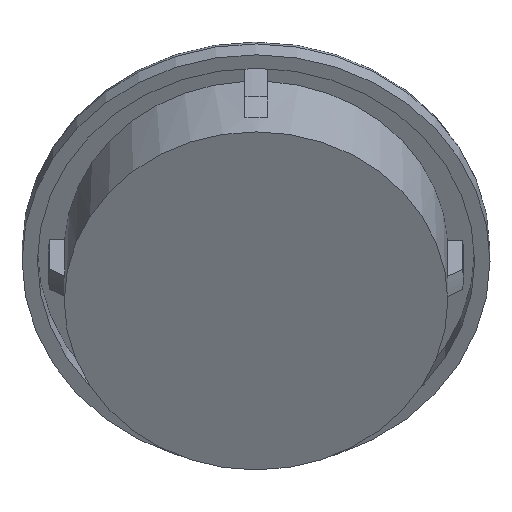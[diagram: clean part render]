
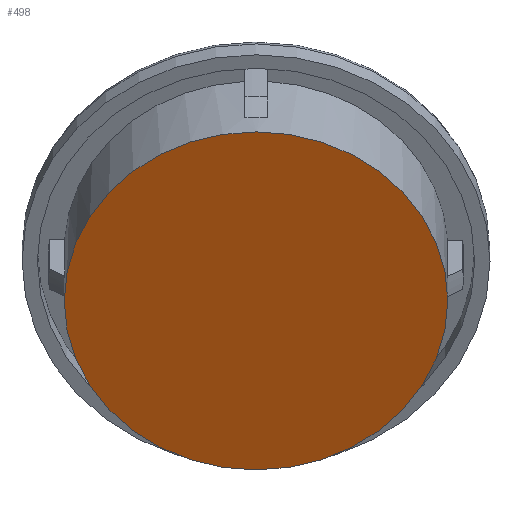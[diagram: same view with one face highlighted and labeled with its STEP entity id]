
A CAD part, left-side view. The second image highlights one B-rep face of the part: STEP entity #498.
In plain terms, the highlighted planar face has unit normal (-0.881, 0, -0.473).
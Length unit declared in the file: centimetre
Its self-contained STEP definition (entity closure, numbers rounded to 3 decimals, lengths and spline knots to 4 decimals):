
#118=FACE_OUTER_BOUND('',#154,.T.);
#154=EDGE_LOOP('',(#432));
#197=CIRCLE('',#559,2.5);
#245=VERTEX_POINT('',#861);
#307=EDGE_CURVE('',#245,#245,#197,.T.);
#432=ORIENTED_EDGE('',*,*,#307,.T.);
#473=PLANE('',#565);
#498=ADVANCED_FACE('',(#118),#473,.F.);
#559=AXIS2_PLACEMENT_3D('',#862,#696,#697);
#565=AXIS2_PLACEMENT_3D('',#880,#710,#711);
#696=DIRECTION('center_axis',(-0.881,0.,-0.473));
#697=DIRECTION('ref_axis',(-0.001,1.,0.001));
#710=DIRECTION('center_axis',(0.881,0.,0.473));
#711=DIRECTION('ref_axis',(-0.001,1.,0.001));
#861=CARTESIAN_POINT('',(54.3626,-25.4977,69.7443));
#862=CARTESIAN_POINT('Origin',(54.364,-27.9977,69.7418));
#880=CARTESIAN_POINT('Origin',(54.364,-27.9977,69.7418));
